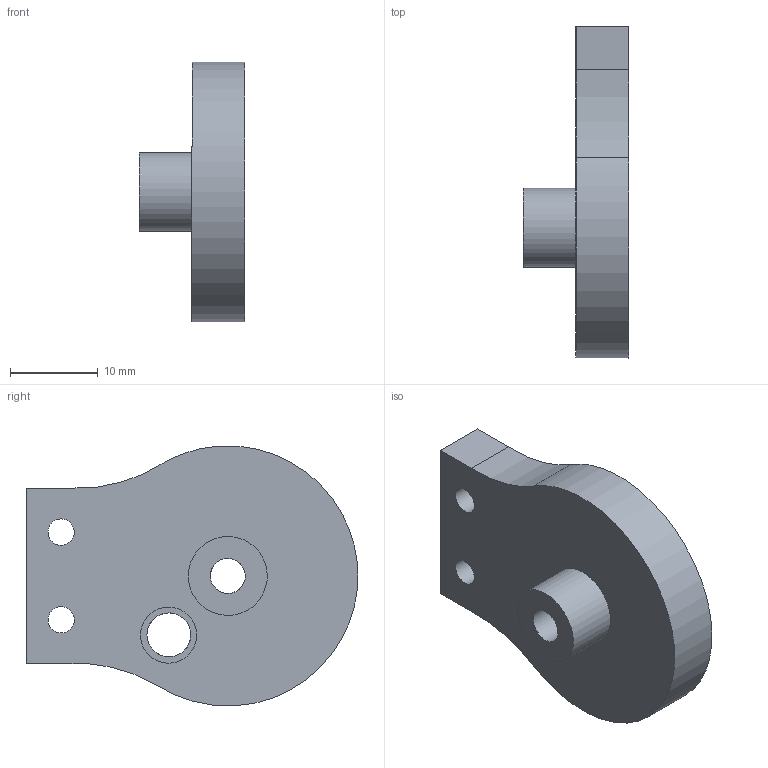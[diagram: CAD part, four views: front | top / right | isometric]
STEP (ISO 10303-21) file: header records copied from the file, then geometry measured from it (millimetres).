
FILE_DESCRIPTION(('FreeCAD Model'),'2;1');
FILE_NAME( 'S3-R.step' ,'2015-12-26T10:42:01',('Author'),(''), 'Open CASCADE STEP processor 6.8','FreeCAD','Unknown');
FILE_SCHEMA(('AUTOMOTIVE_DESIGN_CC2 { 1 2 10303 214 -1 1 5 4 }'));
Length unit declared in the file: millimetre
Products named in the file (1): Clone_of_S3_Base_(Mirror_#3)
Bounding box: 12 x 37.84 x 29.63 mm (x, y, z)
Volume: 5212.2 mm3; surface area: 2963.7 mm2
Topology: 1 solids, 1 shells, 25 faces, 60 edges, 40 vertices
Faces by surface type: bspline 25
Entity records: 2417 total; most frequent: CARTESIAN_POINT 1611, B_SPLINE_CURVE_WITH_KNOTS 147, ORIENTED_EDGE 120, PCURVE 120, DEFINITIONAL_REPRESENTATION 120, EDGE_CURVE 60, SURFACE_CURVE 52, VERTEX_POINT 40
